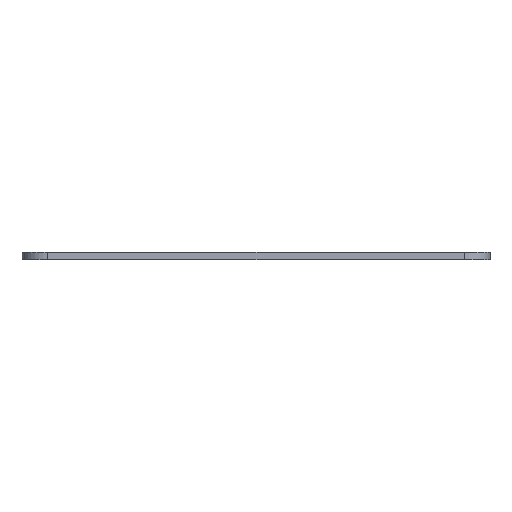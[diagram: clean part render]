
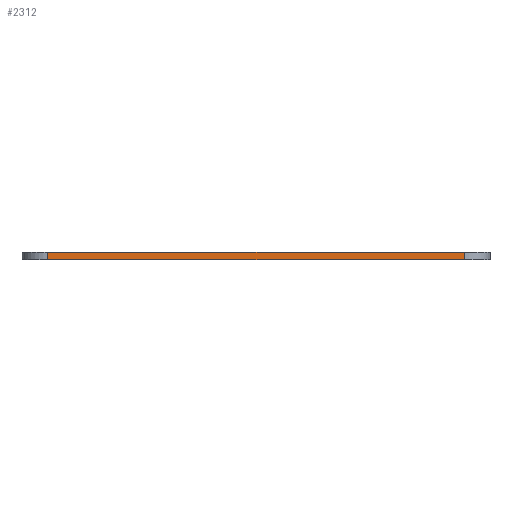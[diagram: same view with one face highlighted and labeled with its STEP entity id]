
A CAD part, front view. The second image highlights one B-rep face of the part: STEP entity #2312.
In plain terms, the highlighted planar face has unit normal (0, -1, 0).
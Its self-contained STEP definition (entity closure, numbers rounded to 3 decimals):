
#2292=AXIS2_PLACEMENT_3D('Plane Axis2P3D',#2289,#2290,#2291) ;
#696=CARTESIAN_POINT('Vertex',(5.,0.,1.5)) ;
#699=CARTESIAN_POINT('Line Origine',(45.5,0.,1.5)) ;
#703=CARTESIAN_POINT('Vertex',(86.,0.,1.5)) ;
#2274=CARTESIAN_POINT('Vertex',(86.,0.,0.)) ;
#2277=CARTESIAN_POINT('Line Origine',(86.,0.,0.75)) ;
#2289=CARTESIAN_POINT('Axis2P3D Location',(0.,0.,0.)) ;
#2294=CARTESIAN_POINT('Line Origine',(5.,0.,0.75)) ;
#2298=CARTESIAN_POINT('Vertex',(5.,0.,0.)) ;
#2301=CARTESIAN_POINT('Line Origine',(45.5,0.,0.)) ;
#700=DIRECTION('Vector Direction',(1.,0.,0.)) ;
#2278=DIRECTION('Vector Direction',(0.,0.,1.)) ;
#2290=DIRECTION('Axis2P3D Direction',(0.,-1.,0.)) ;
#2291=DIRECTION('Axis2P3D XDirection',(1.,0.,0.)) ;
#2295=DIRECTION('Vector Direction',(0.,0.,1.)) ;
#2302=DIRECTION('Vector Direction',(1.,0.,0.)) ;
#701=VECTOR('Line Direction',#700,1.) ;
#2279=VECTOR('Line Direction',#2278,1.) ;
#2296=VECTOR('Line Direction',#2295,1.) ;
#2303=VECTOR('Line Direction',#2302,1.) ;
#2307=ORIENTED_EDGE('',*,*,#2281,.T.) ;
#2308=ORIENTED_EDGE('',*,*,#705,.F.) ;
#2309=ORIENTED_EDGE('',*,*,#2300,.F.) ;
#2310=ORIENTED_EDGE('',*,*,#2305,.T.) ;
#2312=ADVANCED_FACE('PartBody',(#2311),#2293,.T.) ;
#705=EDGE_CURVE('',#697,#704,#702,.T.) ;
#2281=EDGE_CURVE('',#2275,#704,#2280,.T.) ;
#2300=EDGE_CURVE('',#2299,#697,#2297,.T.) ;
#2305=EDGE_CURVE('',#2299,#2275,#2304,.T.) ;
#2306=EDGE_LOOP('',(#2307,#2308,#2309,#2310)) ;
#2311=FACE_OUTER_BOUND('',#2306,.T.) ;
#702=LINE('Line',#699,#701) ;
#2280=LINE('Line',#2277,#2279) ;
#2297=LINE('Line',#2294,#2296) ;
#2304=LINE('Line',#2301,#2303) ;
#2293=PLANE('',#2292) ;
#697=VERTEX_POINT('',#696) ;
#704=VERTEX_POINT('',#703) ;
#2275=VERTEX_POINT('',#2274) ;
#2299=VERTEX_POINT('',#2298) ;
